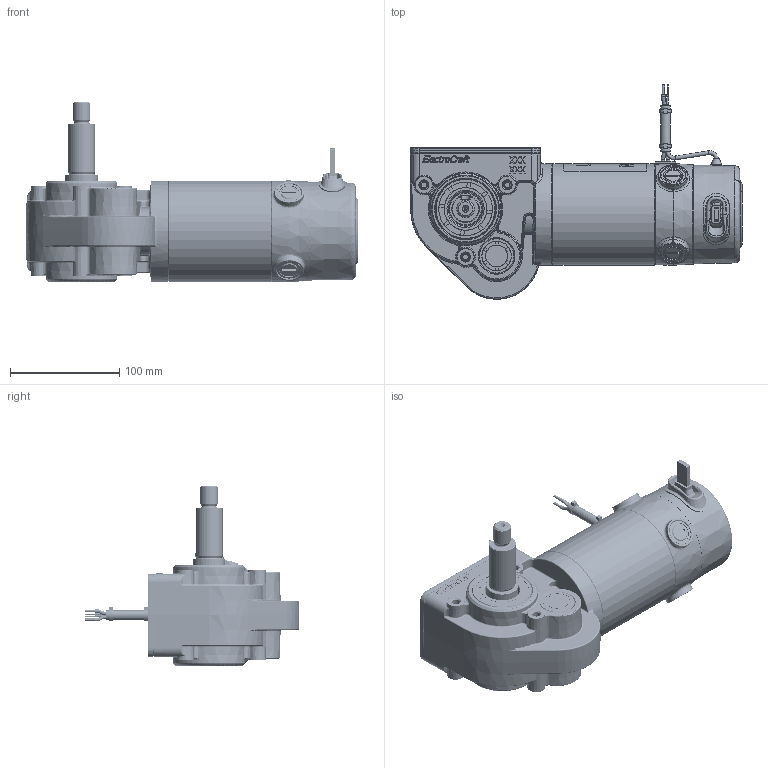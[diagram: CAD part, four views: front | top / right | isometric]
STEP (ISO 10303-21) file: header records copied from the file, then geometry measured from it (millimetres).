
FILE_DESCRIPTION (( 'STEP AP203' ), '1' );
FILE_NAME ('B 84 HT.STEP', '2020-05-13T14:41:55', ( '' ), ( '' ), 'SwSTEP 2.0', 'SolidWorks 2019', '' );
FILE_SCHEMA (( 'CONFIG_CONTROL_DESIGN' ));
Length unit declared in the file: millimetre
Products named in the file (1): B 84 HT
Bounding box: 303.78 x 196.05 x 164.97 mm (x, y, z)
Volume: 620124.3 mm3; surface area: 285550.4 mm2
Topology: 3 solids, 21 shells, 4768 faces, 12309 edges, 7623 vertices
Faces by surface type: plane 1321, cylinder 1223, bspline 1051, torus 536, cone 511, sphere 126
Entity records: 199323 total; most frequent: CARTESIAN_POINT 92592, ORIENTED_EDGE 24298, DIRECTION 19275, EDGE_CURVE 12149, VERTEX_POINT 7623, AXIS2_PLACEMENT_3D 7413, EDGE_LOOP 5014, FACE_OUTER_BOUND 4768
